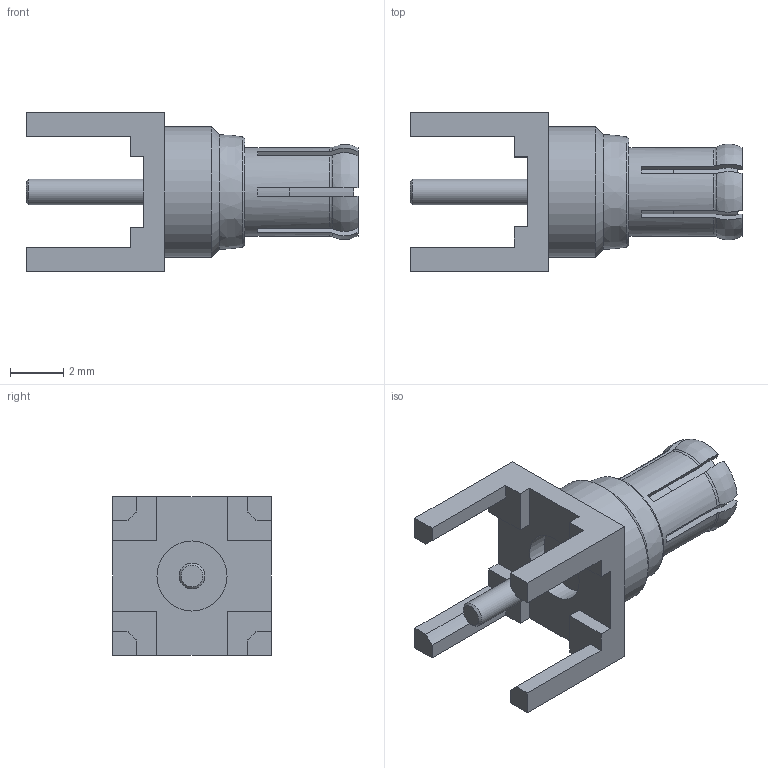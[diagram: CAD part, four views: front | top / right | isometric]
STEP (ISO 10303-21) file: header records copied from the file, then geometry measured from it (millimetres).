
FILE_DESCRIPTION( ( 'Unknown' ), '1' );
FILE_NAME( '133-3801-201.stp', 'Unknown', ( 'Unknown' ), ( 'Unknown' ), 'PSStep 14.0', 'Unknown', ' ' );
FILE_SCHEMA( ( 'AUTOMOTIVE_DESIGN { 1 0 10303 214 1 1 1 1 }' ) );
Length unit declared in the file: millimetre
Products named in the file (1): 1
Bounding box: 12.52 x 5.99 x 5.99 mm (x, y, z)
Volume: 121.3 mm3; surface area: 335.3 mm2
Topology: 1 solids, 1 shells, 120 faces, 315 edges, 204 vertices
Faces by surface type: plane 61, cylinder 30, torus 18, bspline 7, cone 4
Full cylindrical faces by diameter (mm): 0.508 x1, 0.965 x1, 2.032 x1, 2.54 x1, 2.642 x1, 3.353 x1, 4.318 x1, 4.928 x1
Entity records: 4831 total; most frequent: CARTESIAN_POINT 990, ORIENTED_EDGE 602, DIRECTION 574, EDGE_CURVE 301, AXIS2_PLACEMENT_3D 207, VERTEX_POINT 203, LINE 160, VECTOR 160
